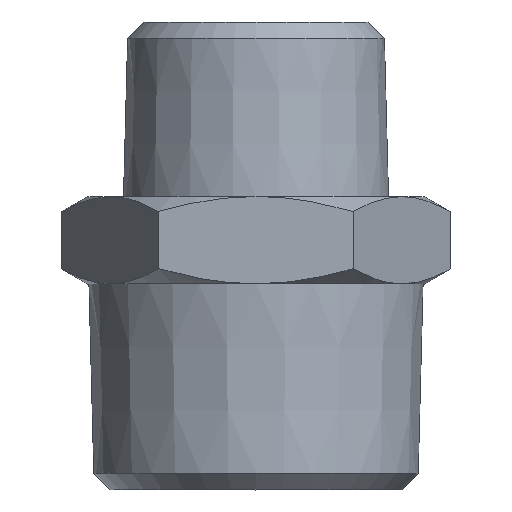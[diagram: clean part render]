
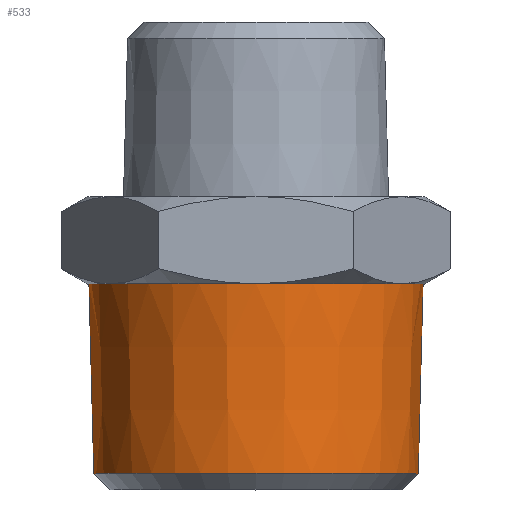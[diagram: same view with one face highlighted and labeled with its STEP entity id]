
A CAD part, top view. The second image highlights one B-rep face of the part: STEP entity #533.
In plain terms, the highlighted conical face has half-angle 1.47 degrees and reference radius 13.4 mm.
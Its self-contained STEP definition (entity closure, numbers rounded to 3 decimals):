
#3 = DIRECTION ( 'NONE',  ( 1., 0., 0. ) ) ;
#4 = DIRECTION ( 'NONE',  ( 0., -1., 0. ) ) ;
#23 = CARTESIAN_POINT ( 'NONE',  ( 13.01, -18.7, 0. ) ) ;
#25 = CARTESIAN_POINT ( 'NONE',  ( -13.01, -18.7, 0. ) ) ;
#63 = LINE ( 'NONE', #90, #72 ) ;
#66 = CIRCLE ( 'NONE', #76, 13.4 ) ;
#69 = DIRECTION ( 'NONE',  ( 0., -1., 0. ) ) ;
#71 = CIRCLE ( 'NONE', #92, 13.01 ) ;
#72 = VECTOR ( 'NONE', #80, 1000. ) ;
#76 = AXIS2_PLACEMENT_3D ( 'NONE', #79, #69, #86 ) ;
#79 = CARTESIAN_POINT ( 'NONE',  ( 0., -3.5, 0. ) ) ;
#80 = DIRECTION ( 'NONE',  ( 0.026, 1., 0. ) ) ;
#86 = DIRECTION ( 'NONE',  ( 1., 0., 0. ) ) ;
#90 = CARTESIAN_POINT ( 'NONE',  ( 13.4, -3.5, 0. ) ) ;
#91 = CARTESIAN_POINT ( 'NONE',  ( 0., -18.7, 0. ) ) ;
#92 = AXIS2_PLACEMENT_3D ( 'NONE', #91, #4, #3 ) ;
#97 = CARTESIAN_POINT ( 'NONE',  ( 13.4, -3.5, 0. ) ) ;
#529 = ORIENTED_EDGE ( 'NONE', *, *, #547, .F. ) ;
#533 = ADVANCED_FACE ( 'NONE', ( #1155 ), #1159, .T. ) ;
#538 = ORIENTED_EDGE ( 'NONE', *, *, #579, .F. ) ;
#544 = VERTEX_POINT ( 'NONE', #1188 ) ;
#547 = EDGE_CURVE ( 'NONE', #562, #544, #1187, .T. ) ;
#555 = EDGE_LOOP ( 'NONE', ( #538, #567, #577, #529 ) ) ;
#561 = VERTEX_POINT ( 'NONE', #23 ) ;
#562 = VERTEX_POINT ( 'NONE', #25 ) ;
#567 = ORIENTED_EDGE ( 'NONE', *, *, #574, .T. ) ;
#574 = EDGE_CURVE ( 'NONE', #561, #581, #63, .T. ) ;
#577 = ORIENTED_EDGE ( 'NONE', *, *, #578, .T. ) ;
#578 = EDGE_CURVE ( 'NONE', #581, #544, #66, .T. ) ;
#579 = EDGE_CURVE ( 'NONE', #561, #562, #71, .T. ) ;
#581 = VERTEX_POINT ( 'NONE', #97 ) ;
#947 = DIRECTION ( 'NONE',  ( -0.026, 1., 0. ) ) ;
#962 = VECTOR ( 'NONE', #947, 1000. ) ;
#1155 = FACE_OUTER_BOUND ( 'NONE', #555, .T. ) ;
#1156 = CARTESIAN_POINT ( 'NONE',  ( 0., -3.5, 0. ) ) ;
#1158 = AXIS2_PLACEMENT_3D ( 'NONE', #1156, #1161, #1160 ) ;
#1159 = CONICAL_SURFACE ( 'NONE', #1158, 13.4, 0.026 ) ;
#1160 = DIRECTION ( 'NONE',  ( -1., 0., 0. ) ) ;
#1161 = DIRECTION ( 'NONE',  ( 0., 1., 0. ) ) ;
#1186 = CARTESIAN_POINT ( 'NONE',  ( -13.4, -3.5, 0. ) ) ;
#1187 = LINE ( 'NONE', #1186, #962 ) ;
#1188 = CARTESIAN_POINT ( 'NONE',  ( -13.4, -3.5, 0. ) ) ;
